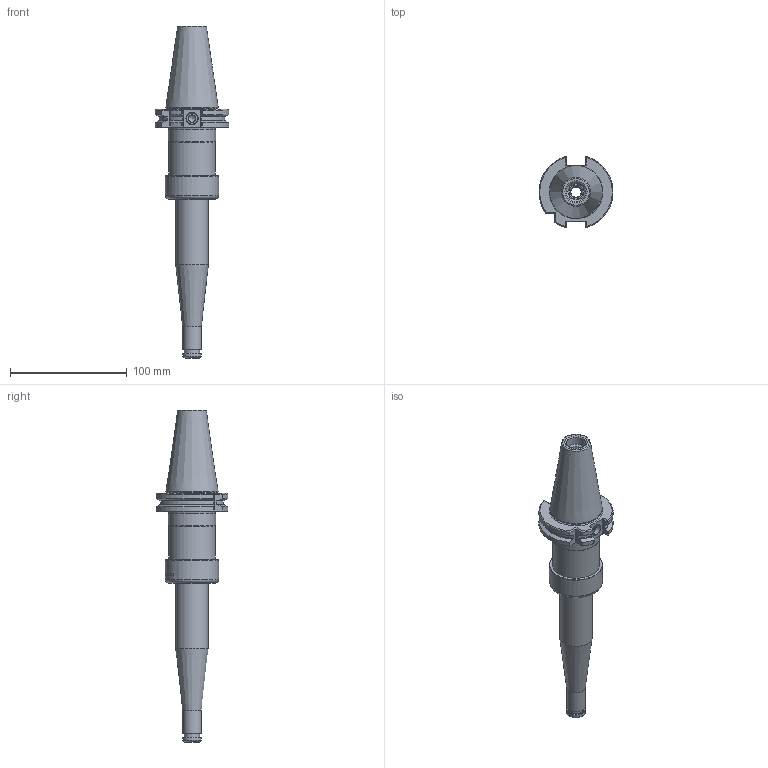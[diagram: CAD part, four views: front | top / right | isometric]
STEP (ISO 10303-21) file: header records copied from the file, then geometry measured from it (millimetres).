
FILE_DESCRIPTION(/* description */ (''),/* implementation_level */ '2;1');
FILE_NAME(/* name */ '884271050.stp',/* time_stamp */ '2023-03-15T12:06:31',/* author */ ('Ratnasingam Jekanthan'),/* organization */ ('REGO-FIX'),/* preprocessor_version */ ' Unknown',/* originating_system */ 'SIEMENS PLM Software Solid Edge ST10',/* authorization */ 'Unknown');
FILE_SCHEMA (('AUTOMOTIVE_DESIGN { 1 0 10303 214 2 1 1}'));
Length unit declared in the file: millimetre
Products named in the file (1): NOCUT
Bounding box: 63.35 x 61.01 x 284.25 mm (x, y, z)
Volume: 221365.8 mm3; surface area: 51788.6 mm2
Topology: 1 solids, 3 shells, 176 faces, 418 edges, 261 vertices
Faces by surface type: plane 57, cylinder 48, cone 45, torus 26
Full cylindrical faces by diameter (mm): 6 x1, 9 x1, 10 x3, 13 x1, 13.835 x2, 16 x2, 17 x1, 23.8 x1, 24.7 x1, 25 x1, 28 x1, 29 x1, 33 x1, 34 x1, 38.376 x1, 40 x1, 40.05 x1, 40.5 x2, 43.3 x1, 45.65 x1
Entity records: 5827 total; most frequent: CARTESIAN_POINT 907, DIRECTION 783, ORIENTED_EDGE 640, AXIS2_PLACEMENT_3D 336, EDGE_CURVE 320, FACE_BOUND 274, EDGE_LOOP 273, VERTEX_POINT 242
